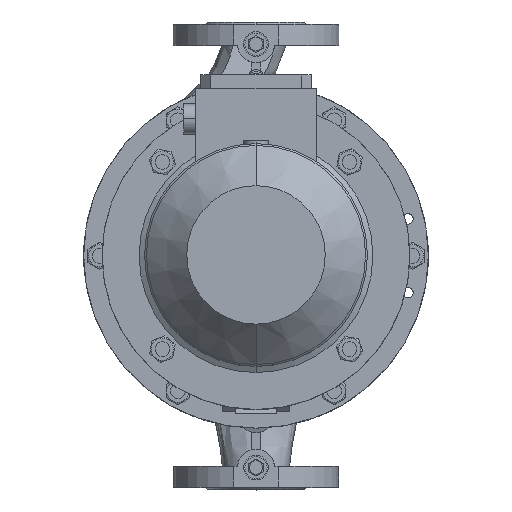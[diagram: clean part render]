
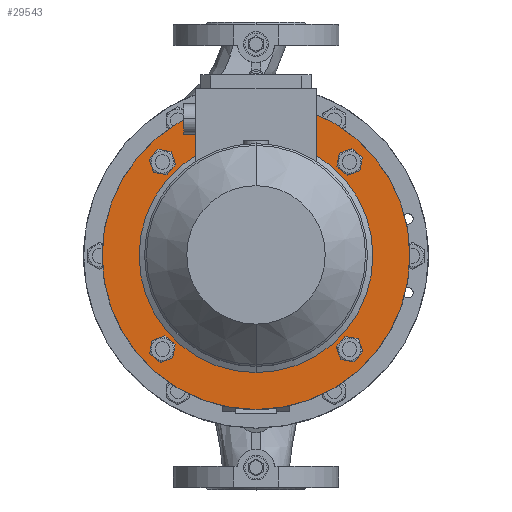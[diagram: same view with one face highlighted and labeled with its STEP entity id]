
A CAD part, top view. The second image highlights one B-rep face of the part: STEP entity #29543.
In plain terms, the highlighted planar face has unit normal (0, 0, 1).
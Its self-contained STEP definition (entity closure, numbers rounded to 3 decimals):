
#91 = DIRECTION ( 'NONE',  ( 0., 0., -1. ) ) ;
#103 = DIRECTION ( 'NONE',  ( 0., 0., 1. ) ) ;
#286 = CARTESIAN_POINT ( 'NONE',  ( 67.126, -74.447, 172. ) ) ;
#746 = CARTESIAN_POINT ( 'NONE',  ( -76.014, 76.014, 172. ) ) ;
#906 = DIRECTION ( 'NONE',  ( 0., 0., 1. ) ) ;
#1049 = DIRECTION ( 'NONE',  ( 0., -1., 0. ) ) ;
#1093 = AXIS2_PLACEMENT_3D ( 'NONE', #15830, #23637, #8412 ) ;
#1480 = ORIENTED_EDGE ( 'NONE', *, *, #3983, .F. ) ;
#2223 = CARTESIAN_POINT ( 'NONE',  ( 84.902, -77.581, 172. ) ) ;
#2304 = FACE_BOUND ( 'NONE', #32969, .T. ) ;
#2742 = DIRECTION ( 'NONE',  ( 0., -1., 0. ) ) ;
#2927 = AXIS2_PLACEMENT_3D ( 'NONE', #5884, #29112, #31824 ) ;
#2970 = DIRECTION ( 'NONE',  ( 0., 0., 1. ) ) ;
#3112 = VERTEX_POINT ( 'NONE', #15934 ) ;
#3142 = ORIENTED_EDGE ( 'NONE', *, *, #21845, .F. ) ;
#3983 = EDGE_CURVE ( 'NONE', #5736, #28408, #23020, .T. ) ;
#4067 = DIRECTION ( 'NONE',  ( 0., -1., 0. ) ) ;
#4453 = AXIS2_PLACEMENT_3D ( 'NONE', #14289, #11910, #4067 ) ;
#4493 = CIRCLE ( 'NONE', #32718, 9.025 ) ;
#4561 = DIRECTION ( 'NONE',  ( 0., 0., -1. ) ) ;
#4779 = ORIENTED_EDGE ( 'NONE', *, *, #8815, .F. ) ;
#4854 = AXIS2_PLACEMENT_3D ( 'NONE', #24118, #32230, #1049 ) ;
#5537 = AXIS2_PLACEMENT_3D ( 'NONE', #7717, #103, #20686 ) ;
#5736 = VERTEX_POINT ( 'NONE', #27388 ) ;
#5884 = CARTESIAN_POINT ( 'NONE',  ( 76.014, -76.014, 172. ) ) ;
#5891 = CIRCLE ( 'NONE', #1093, 125. ) ;
#6270 = EDGE_CURVE ( 'NONE', #10483, #29157, #18824, .T. ) ;
#6834 = AXIS2_PLACEMENT_3D ( 'NONE', #13869, #23970, #13534 ) ;
#7204 = FACE_OUTER_BOUND ( 'NONE', #24588, .T. ) ;
#7717 = CARTESIAN_POINT ( 'NONE',  ( 76.014, 76.014, 172. ) ) ;
#8317 = CARTESIAN_POINT ( 'NONE',  ( -76.014, -76.014, 172. ) ) ;
#8412 = DIRECTION ( 'NONE',  ( 0., 1., 0. ) ) ;
#8647 = DIRECTION ( 'NONE',  ( 0., -1., 0. ) ) ;
#8815 = EDGE_CURVE ( 'NONE', #31645, #13765, #26791, .T. ) ;
#9031 = CIRCLE ( 'NONE', #5537, 9.025 ) ;
#9070 = AXIS2_PLACEMENT_3D ( 'NONE', #28595, #2970, #2742 ) ;
#9703 = CARTESIAN_POINT ( 'NONE',  ( 0., -125., 172. ) ) ;
#9828 = AXIS2_PLACEMENT_3D ( 'NONE', #21209, #13476, #16237 ) ;
#10483 = VERTEX_POINT ( 'NONE', #2223 ) ;
#10725 = AXIS2_PLACEMENT_3D ( 'NONE', #30513, #4561, #14896 ) ;
#10905 = CARTESIAN_POINT ( 'NONE',  ( -67.126, 74.447, 172. ) ) ;
#11800 = EDGE_LOOP ( 'NONE', ( #3142, #23625 ) ) ;
#11910 = DIRECTION ( 'NONE',  ( 0., 0., 1. ) ) ;
#12135 = ORIENTED_EDGE ( 'NONE', *, *, #19418, .F. ) ;
#12722 = ORIENTED_EDGE ( 'NONE', *, *, #15432, .F. ) ;
#13076 = CARTESIAN_POINT ( 'NONE',  ( 0., 125., 172. ) ) ;
#13162 = AXIS2_PLACEMENT_3D ( 'NONE', #13076, #17855, #30964 ) ;
#13476 = DIRECTION ( 'NONE',  ( 0., 0., -1. ) ) ;
#13534 = DIRECTION ( 'NONE',  ( 0., -1., 0. ) ) ;
#13765 = VERTEX_POINT ( 'NONE', #10905 ) ;
#13869 = CARTESIAN_POINT ( 'NONE',  ( -76.014, -76.014, 172. ) ) ;
#14103 = FACE_BOUND ( 'NONE', #32458, .T. ) ;
#14289 = CARTESIAN_POINT ( 'NONE',  ( 76.014, -76.014, 172. ) ) ;
#14896 = DIRECTION ( 'NONE',  ( 0., 1., 0. ) ) ;
#15422 = VERTEX_POINT ( 'NONE', #32032 ) ;
#15432 = EDGE_CURVE ( 'NONE', #13765, #31645, #4493, .T. ) ;
#15555 = AXIS2_PLACEMENT_3D ( 'NONE', #8317, #906, #8647 ) ;
#15830 = CARTESIAN_POINT ( 'NONE',  ( 0., 0., 172. ) ) ;
#15934 = CARTESIAN_POINT ( 'NONE',  ( 0., -95., 172. ) ) ;
#16237 = DIRECTION ( 'NONE',  ( 0., 1., 0. ) ) ;
#16669 = DIRECTION ( 'NONE',  ( 0., 0., 1. ) ) ;
#16871 = CARTESIAN_POINT ( 'NONE',  ( -84.902, 77.581, 172. ) ) ;
#17855 = DIRECTION ( 'NONE',  ( 0., 0., 1. ) ) ;
#18015 = CARTESIAN_POINT ( 'NONE',  ( -74.447, -67.126, 172. ) ) ;
#18267 = DIRECTION ( 'NONE',  ( 0., 1., 0. ) ) ;
#18824 = CIRCLE ( 'NONE', #4453, 9.025 ) ;
#18933 = DIRECTION ( 'NONE',  ( 0., -1., 0. ) ) ;
#19121 = EDGE_CURVE ( 'NONE', #3112, #31026, #33052, .T. ) ;
#19418 = EDGE_CURVE ( 'NONE', #27737, #15422, #5891, .T. ) ;
#20064 = EDGE_CURVE ( 'NONE', #31026, #3112, #25381, .T. ) ;
#20686 = DIRECTION ( 'NONE',  ( 0., -1., 0. ) ) ;
#20785 = CARTESIAN_POINT ( 'NONE',  ( 0., 0., 172. ) ) ;
#20909 = EDGE_CURVE ( 'NONE', #15422, #27737, #22487, .T. ) ;
#21026 = FACE_BOUND ( 'NONE', #11800, .T. ) ;
#21131 = VERTEX_POINT ( 'NONE', #18015 ) ;
#21209 = CARTESIAN_POINT ( 'NONE',  ( 0., 0., 172. ) ) ;
#21479 = CIRCLE ( 'NONE', #2927, 9.025 ) ;
#21792 = EDGE_CURVE ( 'NONE', #22003, #21131, #30523, .T. ) ;
#21845 = EDGE_CURVE ( 'NONE', #21131, #22003, #24048, .T. ) ;
#22003 = VERTEX_POINT ( 'NONE', #29703 ) ;
#22215 = FACE_BOUND ( 'NONE', #28328, .T. ) ;
#22229 = EDGE_CURVE ( 'NONE', #28408, #5736, #9031, .T. ) ;
#22487 = CIRCLE ( 'NONE', #10725, 125. ) ;
#23020 = CIRCLE ( 'NONE', #4854, 9.025 ) ;
#23625 = ORIENTED_EDGE ( 'NONE', *, *, #21792, .F. ) ;
#23637 = DIRECTION ( 'NONE',  ( 0., 0., -1. ) ) ;
#23970 = DIRECTION ( 'NONE',  ( 0., 0., 1. ) ) ;
#24048 = CIRCLE ( 'NONE', #15555, 9.025 ) ;
#24118 = CARTESIAN_POINT ( 'NONE',  ( 76.014, 76.014, 172. ) ) ;
#24588 = EDGE_LOOP ( 'NONE', ( #29696, #12135 ) ) ;
#25381 = CIRCLE ( 'NONE', #32183, 95. ) ;
#26123 = ORIENTED_EDGE ( 'NONE', *, *, #20064, .T. ) ;
#26260 = ORIENTED_EDGE ( 'NONE', *, *, #6270, .F. ) ;
#26791 = CIRCLE ( 'NONE', #9070, 9.025 ) ;
#27388 = CARTESIAN_POINT ( 'NONE',  ( 74.447, 67.126, 172. ) ) ;
#27737 = VERTEX_POINT ( 'NONE', #9703 ) ;
#28328 = EDGE_LOOP ( 'NONE', ( #26123, #32287 ) ) ;
#28408 = VERTEX_POINT ( 'NONE', #33427 ) ;
#28590 = EDGE_CURVE ( 'NONE', #29157, #10483, #21479, .T. ) ;
#28595 = CARTESIAN_POINT ( 'NONE',  ( -76.014, 76.014, 172. ) ) ;
#29112 = DIRECTION ( 'NONE',  ( 0., 0., 1. ) ) ;
#29157 = VERTEX_POINT ( 'NONE', #286 ) ;
#29543 = ADVANCED_FACE ( 'NONE', ( #2304, #31118, #21026, #14103, #22215, #7204 ), #33456, .T. ) ;
#29682 = CARTESIAN_POINT ( 'NONE',  ( 0., 95., 172. ) ) ;
#29696 = ORIENTED_EDGE ( 'NONE', *, *, #20909, .F. ) ;
#29703 = CARTESIAN_POINT ( 'NONE',  ( -77.581, -84.902, 172. ) ) ;
#30351 = ORIENTED_EDGE ( 'NONE', *, *, #28590, .F. ) ;
#30513 = CARTESIAN_POINT ( 'NONE',  ( 0., 0., 172. ) ) ;
#30523 = CIRCLE ( 'NONE', #6834, 9.025 ) ;
#30550 = ORIENTED_EDGE ( 'NONE', *, *, #22229, .F. ) ;
#30964 = DIRECTION ( 'NONE',  ( 0., -1., 0. ) ) ;
#31026 = VERTEX_POINT ( 'NONE', #29682 ) ;
#31118 = FACE_BOUND ( 'NONE', #32228, .T. ) ;
#31645 = VERTEX_POINT ( 'NONE', #16871 ) ;
#31824 = DIRECTION ( 'NONE',  ( 0., -1., 0. ) ) ;
#32032 = CARTESIAN_POINT ( 'NONE',  ( 0., 125., 172. ) ) ;
#32183 = AXIS2_PLACEMENT_3D ( 'NONE', #20785, #91, #18267 ) ;
#32228 = EDGE_LOOP ( 'NONE', ( #1480, #30550 ) ) ;
#32230 = DIRECTION ( 'NONE',  ( 0., 0., 1. ) ) ;
#32287 = ORIENTED_EDGE ( 'NONE', *, *, #19121, .T. ) ;
#32458 = EDGE_LOOP ( 'NONE', ( #30351, #26260 ) ) ;
#32718 = AXIS2_PLACEMENT_3D ( 'NONE', #746, #16669, #18933 ) ;
#32969 = EDGE_LOOP ( 'NONE', ( #12722, #4779 ) ) ;
#33052 = CIRCLE ( 'NONE', #9828, 95. ) ;
#33427 = CARTESIAN_POINT ( 'NONE',  ( 77.581, 84.902, 172. ) ) ;
#33456 = PLANE ( 'NONE',  #13162 ) ;
